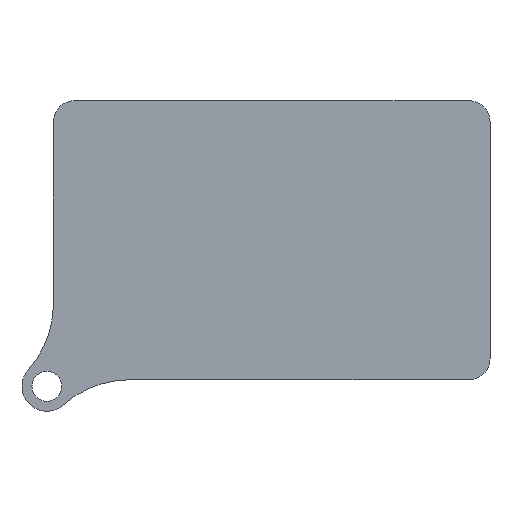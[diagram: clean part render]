
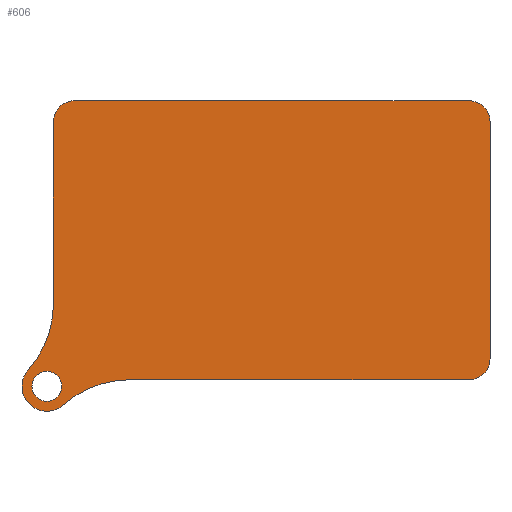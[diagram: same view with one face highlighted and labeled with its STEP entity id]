
A CAD part, front view. The second image highlights one B-rep face of the part: STEP entity #606.
In plain terms, the highlighted planar face has unit normal (0, -1, 0).
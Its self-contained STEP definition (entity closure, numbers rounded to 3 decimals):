
#35=FACE_BOUND('',#76,.T.);
#40=FACE_OUTER_BOUND('',#75,.T.);
#75=EDGE_LOOP('',(#409,#410,#411,#412,#413,#414,#415,#416,#417,#418));
#76=EDGE_LOOP('',(#419));
#115=CIRCLE('',#645,4.18);
#116=CIRCLE('',#646,4.18);
#117=CIRCLE('',#647,4.18);
#118=CIRCLE('',#648,20.);
#119=CIRCLE('',#649,5.);
#120=CIRCLE('',#650,20.);
#121=CIRCLE('',#651,3.);
#151=LINE('',#917,#205);
#152=LINE('',#921,#206);
#153=LINE('',#925,#207);
#154=LINE('',#929,#208);
#205=VECTOR('',#719,10.);
#206=VECTOR('',#722,10.);
#207=VECTOR('',#725,10.);
#208=VECTOR('',#728,10.);
#259=VERTEX_POINT('',#915);
#260=VERTEX_POINT('',#916);
#261=VERTEX_POINT('',#918);
#262=VERTEX_POINT('',#920);
#263=VERTEX_POINT('',#922);
#264=VERTEX_POINT('',#924);
#265=VERTEX_POINT('',#926);
#266=VERTEX_POINT('',#928);
#267=VERTEX_POINT('',#930);
#268=VERTEX_POINT('',#932);
#269=VERTEX_POINT('',#935);
#319=EDGE_CURVE('',#259,#260,#151,.T.);
#320=EDGE_CURVE('',#261,#259,#115,.T.);
#321=EDGE_CURVE('',#262,#261,#152,.T.);
#322=EDGE_CURVE('',#263,#262,#116,.T.);
#323=EDGE_CURVE('',#264,#263,#153,.T.);
#324=EDGE_CURVE('',#265,#264,#117,.T.);
#325=EDGE_CURVE('',#266,#265,#154,.T.);
#326=EDGE_CURVE('',#267,#266,#118,.T.);
#327=EDGE_CURVE('',#268,#267,#119,.T.);
#328=EDGE_CURVE('',#260,#268,#120,.T.);
#329=EDGE_CURVE('',#269,#269,#121,.T.);
#409=ORIENTED_EDGE('',*,*,#319,.F.);
#410=ORIENTED_EDGE('',*,*,#320,.F.);
#411=ORIENTED_EDGE('',*,*,#321,.F.);
#412=ORIENTED_EDGE('',*,*,#322,.F.);
#413=ORIENTED_EDGE('',*,*,#323,.F.);
#414=ORIENTED_EDGE('',*,*,#324,.F.);
#415=ORIENTED_EDGE('',*,*,#325,.F.);
#416=ORIENTED_EDGE('',*,*,#326,.F.);
#417=ORIENTED_EDGE('',*,*,#327,.F.);
#418=ORIENTED_EDGE('',*,*,#328,.F.);
#419=ORIENTED_EDGE('',*,*,#329,.F.);
#589=PLANE('',#644);
#606=ADVANCED_FACE('',(#40,#35),#589,.F.);
#644=AXIS2_PLACEMENT_3D('',#914,#717,#718);
#645=AXIS2_PLACEMENT_3D('',#919,#720,#721);
#646=AXIS2_PLACEMENT_3D('',#923,#723,#724);
#647=AXIS2_PLACEMENT_3D('',#927,#726,#727);
#648=AXIS2_PLACEMENT_3D('',#931,#729,#730);
#649=AXIS2_PLACEMENT_3D('',#933,#731,#732);
#650=AXIS2_PLACEMENT_3D('',#934,#733,#734);
#651=AXIS2_PLACEMENT_3D('',#936,#735,#736);
#717=DIRECTION('center_axis',(0.,1.,0.));
#718=DIRECTION('ref_axis',(-1.,0.,0.));
#719=DIRECTION('',(-1.,0.,0.));
#720=DIRECTION('center_axis',(0.,1.,0.));
#721=DIRECTION('ref_axis',(1.,0.,0.));
#722=DIRECTION('',(0.,0.,-1.));
#723=DIRECTION('center_axis',(0.,1.,0.));
#724=DIRECTION('ref_axis',(0.,0.,1.));
#725=DIRECTION('',(1.,0.,0.));
#726=DIRECTION('center_axis',(0.,1.,0.));
#727=DIRECTION('ref_axis',(-1.,0.,0.));
#728=DIRECTION('',(0.,0.,1.));
#729=DIRECTION('center_axis',(0.,-1.,0.));
#730=DIRECTION('ref_axis',(0.935,0.,-0.356));
#731=DIRECTION('center_axis',(0.,1.,0.));
#732=DIRECTION('ref_axis',(-1.,0.,0.));
#733=DIRECTION('center_axis',(0.,-1.,0.));
#734=DIRECTION('ref_axis',(-0.356,0.,0.935));
#735=DIRECTION('center_axis',(0.,-1.,0.));
#736=DIRECTION('ref_axis',(-1.,0.,0.));
#914=CARTESIAN_POINT('Origin',(42.8,24.97,0.38));
#915=CARTESIAN_POINT('',(82.42,24.97,-27.61));
#916=CARTESIAN_POINT('',(14.295,24.97,-27.61));
#917=CARTESIAN_POINT('',(22.99,24.97,-27.61));
#918=CARTESIAN_POINT('',(86.6,24.97,-23.43));
#919=CARTESIAN_POINT('Origin',(82.42,24.97,-23.43));
#920=CARTESIAN_POINT('',(86.6,24.97,24.19));
#921=CARTESIAN_POINT('',(86.6,24.97,-11.525));
#922=CARTESIAN_POINT('',(82.42,24.97,28.37));
#923=CARTESIAN_POINT('Origin',(82.42,24.97,24.19));
#924=CARTESIAN_POINT('',(3.18,24.97,28.37));
#925=CARTESIAN_POINT('',(62.61,24.97,28.37));
#926=CARTESIAN_POINT('',(-1.,24.97,24.19));
#927=CARTESIAN_POINT('Origin',(3.18,24.97,24.19));
#928=CARTESIAN_POINT('',(-1.,24.97,-12.315));
#929=CARTESIAN_POINT('',(-1.,24.97,12.285));
#930=CARTESIAN_POINT('',(-6.056,24.97,-25.607));
#931=CARTESIAN_POINT('Origin',(-21.,24.97,-12.315));
#932=CARTESIAN_POINT('',(1.003,24.97,-32.666));
#933=CARTESIAN_POINT('Origin',(-2.32,24.97,-28.93));
#934=CARTESIAN_POINT('Origin',(14.295,24.97,-47.61));
#935=CARTESIAN_POINT('',(0.68,24.97,-28.93));
#936=CARTESIAN_POINT('Origin',(-2.32,24.97,-28.93));
